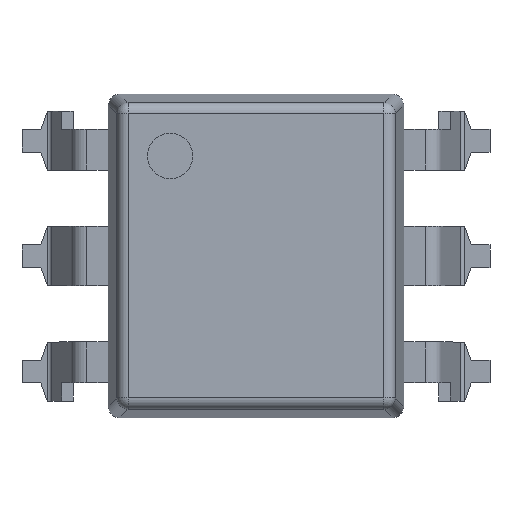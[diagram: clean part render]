
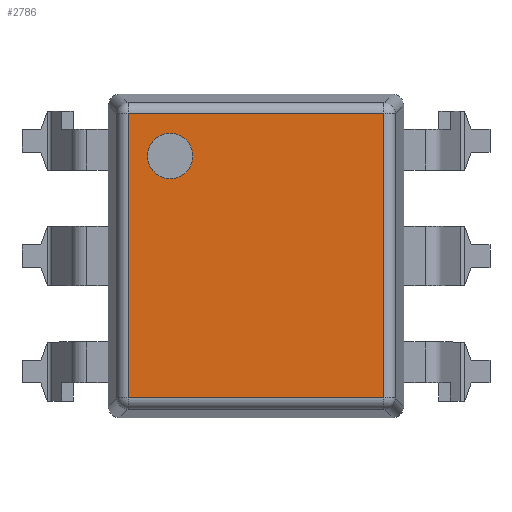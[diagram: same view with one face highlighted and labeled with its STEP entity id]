
A CAD part, top view. The second image highlights one B-rep face of the part: STEP entity #2786.
In plain terms, the highlighted planar face has unit normal (0, 0, 1).
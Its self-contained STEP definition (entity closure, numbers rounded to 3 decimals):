
#14=FACE_BOUND('',#353,.T.);
#56=PLANE('',#3010);
#192=FACE_OUTER_BOUND('',#352,.T.);
#352=EDGE_LOOP('',(#1969,#1970,#1971,#1972));
#353=EDGE_LOOP('',(#1973));
#503=LINE('',#4160,#804);
#505=LINE('',#4163,#806);
#509=LINE('',#4169,#810);
#513=LINE('',#4175,#814);
#804=VECTOR('',#3358,10.);
#806=VECTOR('',#3362,10.);
#810=VECTOR('',#3370,10.);
#814=VECTOR('',#3378,10.);
#1077=CIRCLE('',#2923,0.5);
#1151=VERTEX_POINT('',#4001);
#1154=VERTEX_POINT('',#4009);
#1165=VERTEX_POINT('',#4033);
#1168=VERTEX_POINT('',#4040);
#1190=VERTEX_POINT('',#4091);
#1393=EDGE_CURVE('',#1151,#1151,#1077,.T.);
#1471=EDGE_CURVE('',#1168,#1190,#503,.T.);
#1473=EDGE_CURVE('',#1190,#1165,#505,.T.);
#1477=EDGE_CURVE('',#1154,#1168,#509,.T.);
#1481=EDGE_CURVE('',#1165,#1154,#513,.T.);
#1969=ORIENTED_EDGE('',*,*,#1471,.F.);
#1970=ORIENTED_EDGE('',*,*,#1477,.F.);
#1971=ORIENTED_EDGE('',*,*,#1481,.F.);
#1972=ORIENTED_EDGE('',*,*,#1473,.F.);
#1973=ORIENTED_EDGE('',*,*,#1393,.T.);
#2786=ADVANCED_FACE('',(#192,#14),#56,.T.);
#2923=AXIS2_PLACEMENT_3D('',#4002,#3184,#3185);
#3010=AXIS2_PLACEMENT_3D('',#4222,#3420,#3421);
#3184=DIRECTION('center_axis',(0.,0.,-1.));
#3185=DIRECTION('ref_axis',(-1.,0.,0.));
#3358=DIRECTION('',(-1.,0.,0.));
#3362=DIRECTION('',(0.,1.,0.));
#3370=DIRECTION('',(0.,-1.,0.));
#3378=DIRECTION('',(1.,0.,0.));
#3420=DIRECTION('center_axis',(0.,0.,1.));
#3421=DIRECTION('ref_axis',(1.,0.,0.));
#4001=CARTESIAN_POINT('',(-1.388,2.198,4.6));
#4002=CARTESIAN_POINT('Origin',(-1.888,2.198,4.6));
#4009=CARTESIAN_POINT('',(2.817,3.127,4.6));
#4033=CARTESIAN_POINT('',(-2.817,3.127,4.6));
#4040=CARTESIAN_POINT('',(2.817,-3.127,4.6));
#4091=CARTESIAN_POINT('',(-2.817,-3.127,4.6));
#4160=CARTESIAN_POINT('',(1.625,-3.127,4.6));
#4163=CARTESIAN_POINT('',(-2.817,-1.78,4.6));
#4169=CARTESIAN_POINT('',(2.817,1.78,4.6));
#4175=CARTESIAN_POINT('',(-1.625,3.127,4.6));
#4222=CARTESIAN_POINT('Origin',(0.,0.,
4.6));
